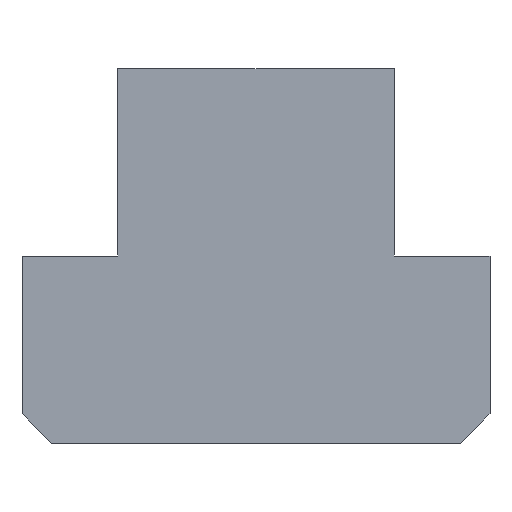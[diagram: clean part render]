
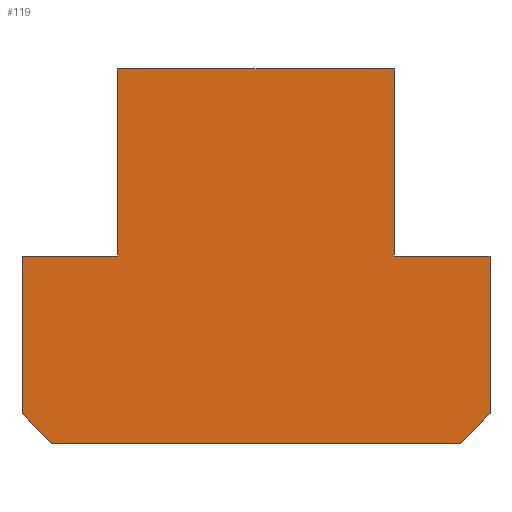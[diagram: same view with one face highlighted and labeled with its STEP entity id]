
A CAD part, front view. The second image highlights one B-rep face of the part: STEP entity #119.
In plain terms, the highlighted planar face has unit normal (0, -1, 0).
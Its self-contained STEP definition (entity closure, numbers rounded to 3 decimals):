
#119=ADVANCED_FACE('',(#317),#318,.T.);
#131=VERTEX_POINT('',#332);
#133=EDGE_CURVE('',#211,#131,#334,.T.);
#137=EDGE_CURVE('',#159,#161,#338,.T.);
#139=EDGE_CURVE('',#165,#159,#340,.T.);
#149=EDGE_CURVE('',#161,#183,#351,.T.);
#151=EDGE_CURVE('',#131,#295,#353,.T.);
#159=VERTEX_POINT('',#361);
#161=VERTEX_POINT('',#363);
#165=VERTEX_POINT('',#367);
#171=EDGE_CURVE('',#295,#247,#374,.T.);
#173=EDGE_CURVE('',#183,#211,#376,.T.);
#183=VERTEX_POINT('',#387);
#191=EDGE_CURVE('',#247,#243,#396,.T.);
#193=EDGE_CURVE('',#227,#165,#398,.T.);
#211=VERTEX_POINT('',#417);
#221=EDGE_CURVE('',#243,#227,#429,.T.);
#227=VERTEX_POINT('',#435);
#243=VERTEX_POINT('',#454);
#247=VERTEX_POINT('',#458);
#295=VERTEX_POINT('',#513);
#317=FACE_OUTER_BOUND('',#526,.T.);
#318=PLANE('',#527);
#332=CARTESIAN_POINT('',(-20.0,-20.0,-13.5));
#334=LINE('',#548,#549);
#338=LINE('',#556,#557);
#340=LINE('',#560,#561);
#351=LINE('',#577,#578);
#353=LINE('',#581,#582);
#361=CARTESIAN_POINT('',(20.0,-20.0,0.));
#363=CARTESIAN_POINT('',(20.0,-20.0,-13.5));
#367=CARTESIAN_POINT('',(11.8,-20.0,0.));
#374=LINE('',#609,#610);
#376=LINE('',#613,#614);
#387=CARTESIAN_POINT('',(17.5,-20.0,-16.0));
#396=LINE('',#642,#643);
#398=LINE('',#646,#647);
#417=CARTESIAN_POINT('',(-17.5,-20.0,-16.0));
#429=LINE('',#688,#689);
#435=CARTESIAN_POINT('',(11.8,-20.0,16.0));
#454=CARTESIAN_POINT('',(-11.8,-20.0,16.0));
#458=CARTESIAN_POINT('',(-11.8,-20.0,0.));
#513=CARTESIAN_POINT('',(-20.0,-20.0,0.));
#526=EDGE_LOOP('',(#805,#806,#807,#808,#809,#810,#811,#812,#813,#814));
#527=AXIS2_PLACEMENT_3D('',#815,#816,#817);
#548=CARTESIAN_POINT('',(-20.0,-20.0,-13.5));
#549=VECTOR('',#836,1.0);
#556=CARTESIAN_POINT('',(20.0,-20.0,-13.5));
#557=VECTOR('',#838,1.0);
#560=CARTESIAN_POINT('',(20.0,-20.0,0.));
#561=VECTOR('',#839,1.0);
#577=CARTESIAN_POINT('',(17.5,-20.0,-16.0));
#578=VECTOR('',#856,1.0);
#581=CARTESIAN_POINT('',(-20.0,-20.0,0.));
#582=VECTOR('',#857,1.0);
#609=CARTESIAN_POINT('',(-11.8,-20.0,0.));
#610=VECTOR('',#871,1.0);
#613=CARTESIAN_POINT('',(-17.5,-20.0,-16.0));
#614=VECTOR('',#872,1.0);
#642=CARTESIAN_POINT('',(-11.8,-20.0,16.0));
#643=VECTOR('',#895,1.0);
#646=CARTESIAN_POINT('',(11.8,-20.0,0.));
#647=VECTOR('',#896,1.0);
#688=CARTESIAN_POINT('',(11.8,-20.0,16.0));
#689=VECTOR('',#928,1.0);
#805=ORIENTED_EDGE('',*,*,#149,.F.);
#806=ORIENTED_EDGE('',*,*,#137,.F.);
#807=ORIENTED_EDGE('',*,*,#139,.F.);
#808=ORIENTED_EDGE('',*,*,#193,.F.);
#809=ORIENTED_EDGE('',*,*,#221,.F.);
#810=ORIENTED_EDGE('',*,*,#191,.F.);
#811=ORIENTED_EDGE('',*,*,#171,.F.);
#812=ORIENTED_EDGE('',*,*,#151,.F.);
#813=ORIENTED_EDGE('',*,*,#133,.F.);
#814=ORIENTED_EDGE('',*,*,#173,.F.);
#815=CARTESIAN_POINT('',(0.,-20.0,-1.51));
#816=DIRECTION('',(0.0,-1.0,0.));
#817=DIRECTION('',(1.0,0.0,0.0));
#836=DIRECTION('',(-0.707,0.,0.707));
#838=DIRECTION('',(0.0,0.,-1.0));
#839=DIRECTION('',(1.0,0.0,0.0));
#856=DIRECTION('',(-0.707,0.,-0.707));
#857=DIRECTION('',(0.0,0.,1.0));
#871=DIRECTION('',(1.0,0.0,0.0));
#872=DIRECTION('',(-1.0,0.0,0.0));
#895=DIRECTION('',(0.0,0.,1.0));
#896=DIRECTION('',(0.0,0.,-1.0));
#928=DIRECTION('',(1.0,0.0,0.0));
